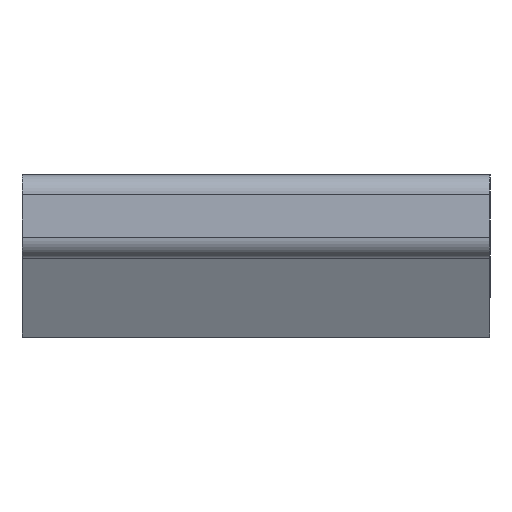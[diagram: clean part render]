
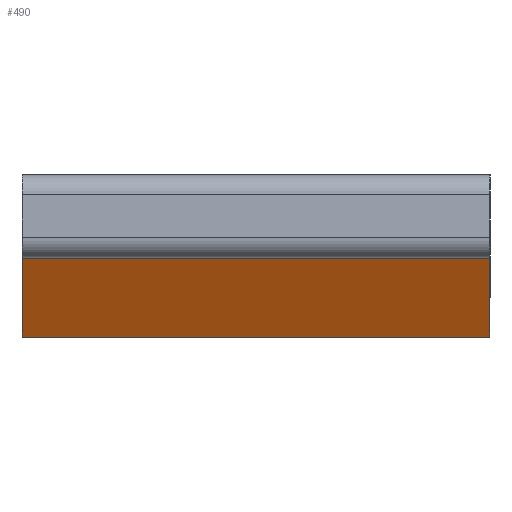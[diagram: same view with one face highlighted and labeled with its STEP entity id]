
A CAD part, left-side view. The second image highlights one B-rep face of the part: STEP entity #490.
In plain terms, the highlighted planar face has unit normal (-0.137, 0, -0.991).
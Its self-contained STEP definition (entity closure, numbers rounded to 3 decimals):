
#30=PLANE('',#548);
#50=FACE_OUTER_BOUND('',#78,.T.);
#78=EDGE_LOOP('',(#421,#422,#423,#424));
#97=LINE('',#741,#147);
#112=LINE('',#780,#162);
#135=LINE('',#825,#185);
#136=LINE('',#827,#186);
#147=VECTOR('',#601,10.);
#162=VECTOR('',#628,10.);
#185=VECTOR('',#671,1000.);
#186=VECTOR('',#674,1000.);
#227=VERTEX_POINT('',#739);
#228=VERTEX_POINT('',#740);
#245=VERTEX_POINT('',#777);
#246=VERTEX_POINT('',#779);
#277=EDGE_CURVE('',#227,#228,#97,.F.);
#297=EDGE_CURVE('',#246,#245,#112,.F.);
#323=EDGE_CURVE('',#227,#246,#135,.T.);
#324=EDGE_CURVE('',#245,#228,#136,.T.);
#421=ORIENTED_EDGE('',*,*,#297,.T.);
#422=ORIENTED_EDGE('',*,*,#324,.T.);
#423=ORIENTED_EDGE('',*,*,#277,.F.);
#424=ORIENTED_EDGE('',*,*,#323,.T.);
#490=ADVANCED_FACE('',(#50),#30,.F.);
#548=AXIS2_PLACEMENT_3D('',#826,#672,#673);
#601=DIRECTION('',(0.991,0.,-0.137));
#628=DIRECTION('',(0.991,0.,-0.137));
#671=DIRECTION('',(0.,-1.,0.));
#672=DIRECTION('center_axis',(0.137,0.,0.991));
#673=DIRECTION('ref_axis',(0.991,0.,-0.137));
#674=DIRECTION('',(0.,1.,0.));
#739=CARTESIAN_POINT('',(14.35,12.,-4.));
#740=CARTESIAN_POINT('',(0.377,12.,-2.062));
#741=CARTESIAN_POINT('',(7.038,12.,-2.986));
#777=CARTESIAN_POINT('',(0.377,0.5,-2.062));
#779=CARTESIAN_POINT('',(14.35,0.5,-4.));
#780=CARTESIAN_POINT('',(7.038,0.5,-2.986));
#825=CARTESIAN_POINT('',(14.35,9.,-4.));
#826=CARTESIAN_POINT('Origin',(14.35,9.,-4.));
#827=CARTESIAN_POINT('',(0.377,9.,-2.062));
